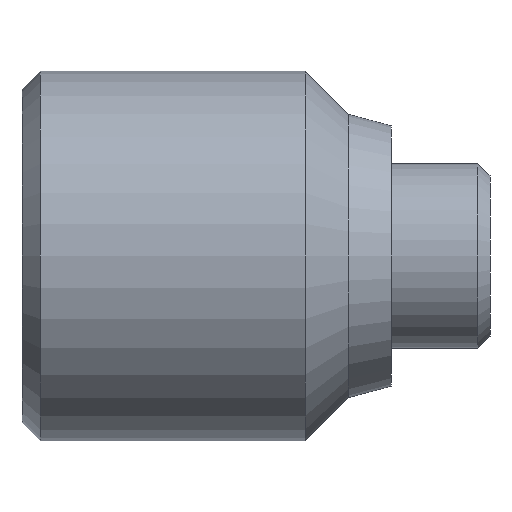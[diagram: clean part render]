
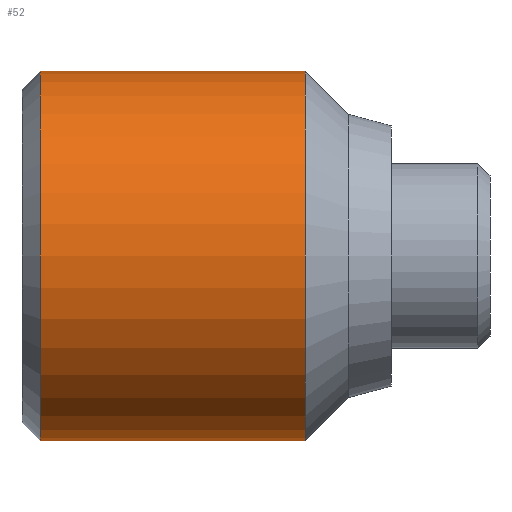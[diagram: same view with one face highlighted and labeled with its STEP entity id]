
A CAD part, front view. The second image highlights one B-rep face of the part: STEP entity #52.
In plain terms, the highlighted cylindrical face has radius 1.5 mm (diameter 3 mm), a partial arc.
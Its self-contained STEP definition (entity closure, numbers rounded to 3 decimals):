
#52=ADVANCED_FACE('',(#118),#119,.T.);
#118=FACE_OUTER_BOUND('',#197,.T.);
#119=CYLINDRICAL_SURFACE('',#198,1.5);
#197=EDGE_LOOP('',(#280,#281,#282,#283));
#198=AXIS2_PLACEMENT_3D('',#284,#285,#286);
#280=ORIENTED_EDGE('',*,*,#462,.F.);
#281=ORIENTED_EDGE('',*,*,#463,.T.);
#282=ORIENTED_EDGE('',*,*,#464,.F.);
#283=ORIENTED_EDGE('',*,*,#459,.F.);
#284=CARTESIAN_POINT('',(-2.575,0.0,0.0));
#285=DIRECTION('',(1.0,0.0,-0.0));
#286=DIRECTION('',(0.0,0.0,1.0));
#459=EDGE_CURVE('',#534,#536,#537,.T.);
#462=EDGE_CURVE('',#540,#534,#541,.T.);
#463=EDGE_CURVE('',#540,#542,#543,.T.);
#464=EDGE_CURVE('',#536,#542,#544,.T.);
#534=VERTEX_POINT('',#637);
#536=VERTEX_POINT('',#640);
#537=CIRCLE('',#641,1.5);
#540=VERTEX_POINT('',#645);
#541=LINE('',#646,#647);
#542=VERTEX_POINT('',#648);
#543=CIRCLE('',#649,1.5);
#544=LINE('',#650,#651);
#637=CARTESIAN_POINT('',(-1.5,0.0,1.5));
#640=CARTESIAN_POINT('',(-1.5,0.,-1.5));
#641=AXIS2_PLACEMENT_3D('',#815,#816,#817);
#645=CARTESIAN_POINT('',(-3.65,0.0,1.5));
#646=CARTESIAN_POINT('',(-2.575,0.,1.5));
#647=VECTOR('',#819,1.0);
#648=CARTESIAN_POINT('',(-3.65,0.,-1.5));
#649=AXIS2_PLACEMENT_3D('',#820,#821,#822);
#650=CARTESIAN_POINT('',(-2.575,0.,-1.5));
#651=VECTOR('',#823,1.0);
#815=CARTESIAN_POINT('',(-1.5,0.0,0.0));
#816=DIRECTION('',(1.0,0.0,-0.0));
#817=DIRECTION('',(0.0,0.0,1.0));
#819=DIRECTION('',(1.0,0.0,0.0));
#820=CARTESIAN_POINT('',(-3.65,0.0,0.0));
#821=DIRECTION('',(1.0,0.0,-0.0));
#822=DIRECTION('',(0.0,0.0,1.0));
#823=DIRECTION('',(-1.0,-0.0,-0.0));
